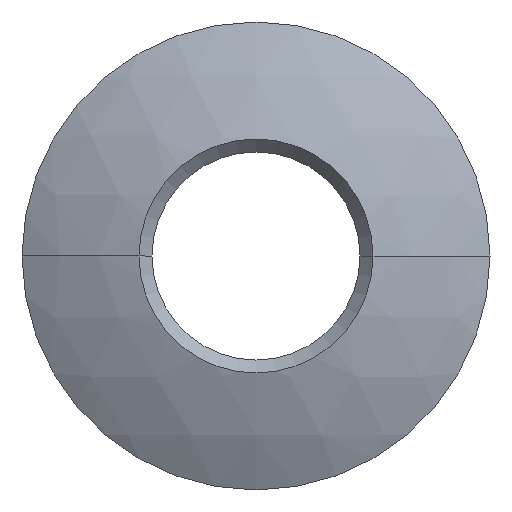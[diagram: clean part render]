
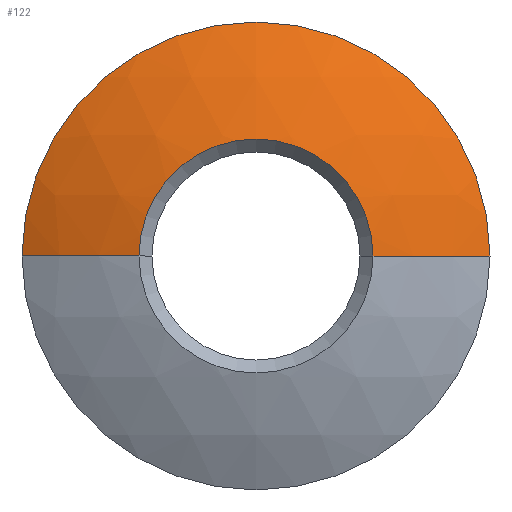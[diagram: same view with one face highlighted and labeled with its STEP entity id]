
A CAD part, front view. The second image highlights one B-rep face of the part: STEP entity #122.
In plain terms, the highlighted spherical face has radius 19 mm.
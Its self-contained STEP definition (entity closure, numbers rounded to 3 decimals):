
#52 = EDGE_LOOP ( 'NONE', ( #124, #126, #128, #125 ) ) ;
#77 = VERTEX_POINT ( 'NONE', #592 ) ;
#101 = VERTEX_POINT ( 'NONE', #519 ) ;
#103 = EDGE_CURVE ( 'NONE', #104, #101, #547, .T. ) ;
#104 = VERTEX_POINT ( 'NONE', #511 ) ;
#105 = VERTEX_POINT ( 'NONE', #545 ) ;
#122 = ADVANCED_FACE ( 'NONE', ( #486 ), #494, .T. ) ;
#124 = ORIENTED_EDGE ( 'NONE', *, *, #103, .T. ) ;
#125 = ORIENTED_EDGE ( 'NONE', *, *, #129, .F. ) ;
#126 = ORIENTED_EDGE ( 'NONE', *, *, #208, .T. ) ;
#127 = EDGE_CURVE ( 'NONE', #77, #105, #493, .T. ) ;
#128 = ORIENTED_EDGE ( 'NONE', *, *, #127, .F. ) ;
#129 = EDGE_CURVE ( 'NONE', #104, #77, #475, .T. ) ;
#208 = EDGE_CURVE ( 'NONE', #101, #105, #636, .T. ) ;
#468 = AXIS2_PLACEMENT_3D ( 'NONE', #479, #478, #510 ) ;
#475 = CIRCLE ( 'NONE', #508, 19. ) ;
#476 = CARTESIAN_POINT ( 'NONE',  ( 0., 0., 0. ) ) ;
#477 = AXIS2_PLACEMENT_3D ( 'NONE', #476, #544, #543 ) ;
#478 = DIRECTION ( 'NONE',  ( 0., 0., 1. ) ) ;
#479 = CARTESIAN_POINT ( 'NONE',  ( 0., 18.459, 0. ) ) ;
#481 = CARTESIAN_POINT ( 'NONE',  ( 0., 18.459, 0. ) ) ;
#486 = FACE_OUTER_BOUND ( 'NONE', #52, .T. ) ;
#493 = CIRCLE ( 'NONE', #477, 4.5 ) ;
#494 = SPHERICAL_SURFACE ( 'NONE', #468, 19. ) ;
#508 = AXIS2_PLACEMENT_3D ( 'NONE', #481, #542, #541 ) ;
#510 = DIRECTION ( 'NONE',  ( 1., 0., 0. ) ) ;
#511 = CARTESIAN_POINT ( 'NONE',  ( 9., 1.726, 0. ) ) ;
#513 = DIRECTION ( 'NONE',  ( 1., 0., 0. ) ) ;
#514 = DIRECTION ( 'NONE',  ( 0., -1., 0. ) ) ;
#515 = CARTESIAN_POINT ( 'NONE',  ( 0., 1.726, 0. ) ) ;
#516 = AXIS2_PLACEMENT_3D ( 'NONE', #515, #514, #513 ) ;
#519 = CARTESIAN_POINT ( 'NONE',  ( -9., 1.726, 0. ) ) ;
#541 = DIRECTION ( 'NONE',  ( -1., 0., 0. ) ) ;
#542 = DIRECTION ( 'NONE',  ( 0., 0., -1. ) ) ;
#543 = DIRECTION ( 'NONE',  ( 1., 0., 0. ) ) ;
#544 = DIRECTION ( 'NONE',  ( 0., -1., 0. ) ) ;
#545 = CARTESIAN_POINT ( 'NONE',  ( -4.5, 0., 0. ) ) ;
#547 = CIRCLE ( 'NONE', #516, 9. ) ;
#592 = CARTESIAN_POINT ( 'NONE',  ( 4.5, 0., 0. ) ) ;
#599 = DIRECTION ( 'NONE',  ( 1., 0., 0. ) ) ;
#600 = DIRECTION ( 'NONE',  ( 0., 0., 1. ) ) ;
#608 = AXIS2_PLACEMENT_3D ( 'NONE', #612, #600, #599 ) ;
#612 = CARTESIAN_POINT ( 'NONE',  ( 0., 18.459, 0. ) ) ;
#636 = CIRCLE ( 'NONE', #608, 19. ) ;
